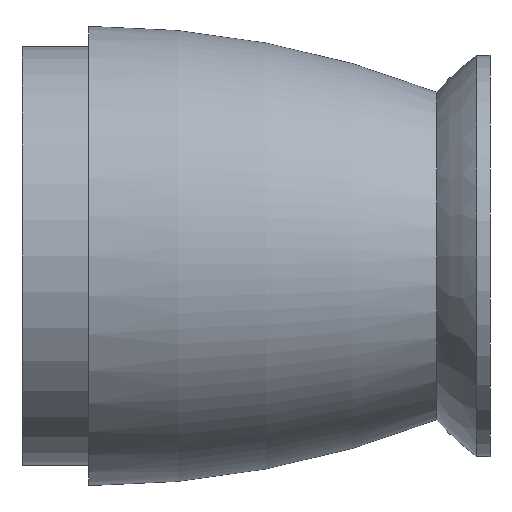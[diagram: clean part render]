
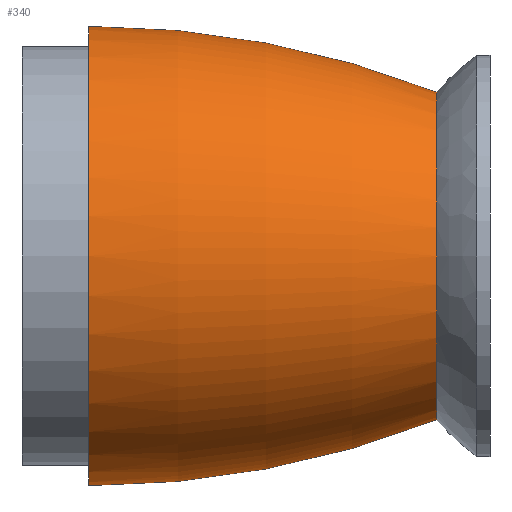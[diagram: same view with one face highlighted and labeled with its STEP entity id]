
A CAD part, left-side view. The second image highlights one B-rep face of the part: STEP entity #340.
In plain terms, the highlighted toroidal (fillet/blend) face has major radius 107915 mm and minor radius 142259 mm.
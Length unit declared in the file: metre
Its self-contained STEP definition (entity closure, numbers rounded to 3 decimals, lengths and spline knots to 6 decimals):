
#9 = CARTESIAN_POINT ( 'NONE',  ( 0., -60., -107.914666 ) ) ;
#28 = AXIS2_PLACEMENT_3D ( 'NONE', #428, #322, #294 ) ;
#40 = DIRECTION ( 'NONE',  ( 0., 0., -1. ) ) ;
#45 = DIRECTION ( 'NONE',  ( 0., 0., -1. ) ) ;
#54 = ORIENTED_EDGE ( 'NONE', *, *, #190, .F. ) ;
#88 = CARTESIAN_POINT ( 'NONE',  ( 0., -112., -24.5 ) ) ;
#108 = DIRECTION ( 'NONE',  ( 0., -1., 0. ) ) ;
#109 = CIRCLE ( 'NONE', #176, 142.259073 ) ;
#114 = DIRECTION ( 'NONE',  ( 0., 0., 1. ) ) ;
#134 = ORIENTED_EDGE ( 'NONE', *, *, #136, .T. ) ;
#136 = EDGE_CURVE ( 'NONE', #421, #350, #304, .T. ) ;
#168 = CIRCLE ( 'NONE', #412, 142.259073 ) ;
#176 = AXIS2_PLACEMENT_3D ( 'NONE', #338, #309, #114 ) ;
#186 = CIRCLE ( 'NONE', #296, 24.5 ) ;
#190 = EDGE_CURVE ( 'NONE', #421, #212, #168, .T. ) ;
#198 = EDGE_CURVE ( 'NONE', #212, #449, #186, .T. ) ;
#212 = VERTEX_POINT ( 'NONE', #266 ) ;
#214 = DIRECTION ( 'NONE',  ( 0., -1., 0. ) ) ;
#216 = CARTESIAN_POINT ( 'NONE',  ( 0., -60., 34.344407 ) ) ;
#266 = CARTESIAN_POINT ( 'NONE',  ( 0., -112., 24.5 ) ) ;
#273 = DIRECTION ( 'NONE',  ( 1., 0., 0. ) ) ;
#278 = TOROIDAL_SURFACE ( 'NONE', #331, -107.914666, 142.259073 ) ;
#287 = FACE_OUTER_BOUND ( 'NONE', #307, .T. ) ;
#288 = ORIENTED_EDGE ( 'NONE', *, *, #358, .T. ) ;
#294 = DIRECTION ( 'NONE',  ( 0., 0., -1. ) ) ;
#296 = AXIS2_PLACEMENT_3D ( 'NONE', #437, #108, #369 ) ;
#304 = CIRCLE ( 'NONE', #28, 34.344407 ) ;
#307 = EDGE_LOOP ( 'NONE', ( #54, #134, #288, #383 ) ) ;
#309 = DIRECTION ( 'NONE',  ( -1., 0., 0. ) ) ;
#322 = DIRECTION ( 'NONE',  ( 0., -1., 0. ) ) ;
#331 = AXIS2_PLACEMENT_3D ( 'NONE', #413, #214, #45 ) ;
#338 = CARTESIAN_POINT ( 'NONE',  ( 0., -60., 107.914666 ) ) ;
#340 = ADVANCED_FACE ( 'NONE', ( #287 ), #278, .T. ) ;
#350 = VERTEX_POINT ( 'NONE', #411 ) ;
#358 = EDGE_CURVE ( 'NONE', #350, #449, #109, .T. ) ;
#369 = DIRECTION ( 'NONE',  ( 0., 0., -1. ) ) ;
#383 = ORIENTED_EDGE ( 'NONE', *, *, #198, .F. ) ;
#411 = CARTESIAN_POINT ( 'NONE',  ( 0., -60., -34.344407 ) ) ;
#412 = AXIS2_PLACEMENT_3D ( 'NONE', #9, #273, #40 ) ;
#413 = CARTESIAN_POINT ( 'NONE',  ( 0., -60., 0. ) ) ;
#421 = VERTEX_POINT ( 'NONE', #216 ) ;
#428 = CARTESIAN_POINT ( 'NONE',  ( 0., -60., 0. ) ) ;
#437 = CARTESIAN_POINT ( 'NONE',  ( 0., -112., 0. ) ) ;
#449 = VERTEX_POINT ( 'NONE', #88 ) ;
